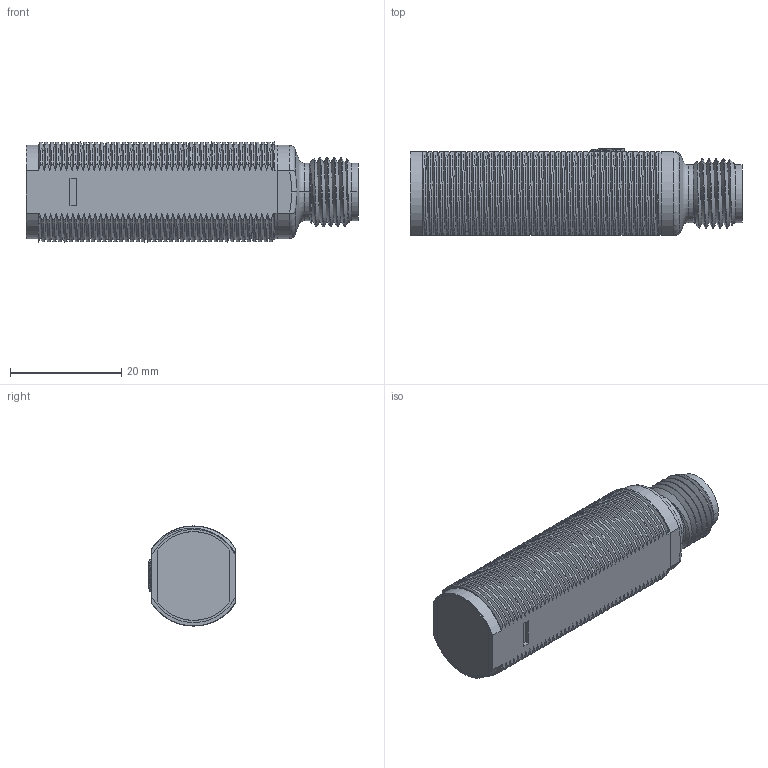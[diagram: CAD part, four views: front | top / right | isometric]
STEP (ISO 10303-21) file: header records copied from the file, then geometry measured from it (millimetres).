
FILE_DESCRIPTION((''),'2;1');
FILE_NAME('GLK18_PLUG_POTI','2011-08-05T',('XHMao'),(''),'PRO/ENGINEER BY PARAMETRIC TECHNOLOGY CORPORATION, 2006140','PRO/ENGINEER BY PARAMETRIC TECHNOLOGY CORPORATION, 2006140','');
FILE_SCHEMA(('CONFIG_CONTROL_DESIGN'));
Length unit declared in the file: millimetre
Products named in the file (1): GLK18_PLUG_POTI
Bounding box: 59.72 x 15.6 x 18 mm (x, y, z)
Volume: 11734.5 mm3; surface area: 5030.8 mm2
Topology: 1 solids, 1 shells, 439 faces, 1232 edges, 818 vertices
Faces by surface type: bspline 207, cylinder 133, plane 71, cone 21, torus 6, sphere 1
Entity records: 31623 total; most frequent: CARTESIAN_POINT 22195, ORIENTED_EDGE 2444, EDGE_CURVE 1222, DIRECTION 1135, VERTEX_POINT 798, B_SPLINE_CURVE_WITH_KNOTS 699, EDGE_LOOP 452, FACE_OUTER_BOUND 439
